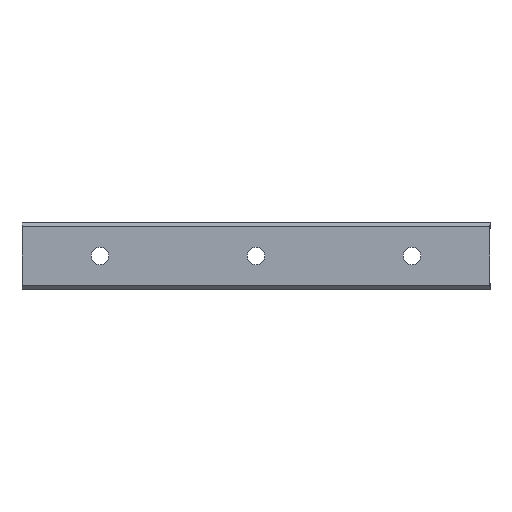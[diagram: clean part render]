
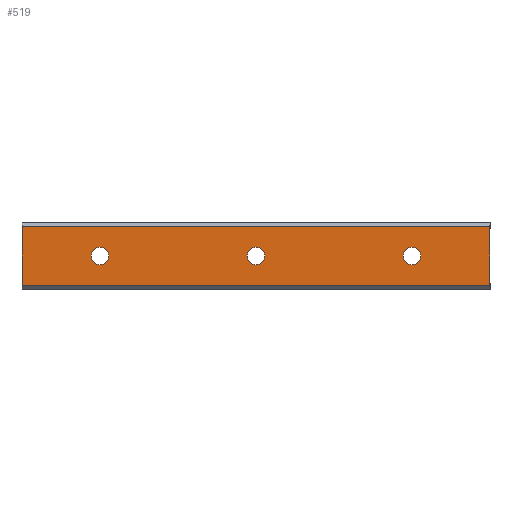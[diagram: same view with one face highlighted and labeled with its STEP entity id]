
A CAD part, front view. The second image highlights one B-rep face of the part: STEP entity #519.
In plain terms, the highlighted planar face has unit normal (0, -1, 0).
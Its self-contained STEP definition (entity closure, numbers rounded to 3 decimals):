
#4 = ORIENTED_EDGE ( 'NONE', *, *, #1149, .F. ) ;
#13 = DIRECTION ( 'NONE',  ( 0., 0., -1. ) ) ;
#30 = AXIS2_PLACEMENT_3D ( 'NONE', #400, #816, #178 ) ;
#37 = VERTEX_POINT ( 'NONE', #1056 ) ;
#86 = CARTESIAN_POINT ( 'NONE',  ( 80., 0., 0. ) ) ;
#99 = CARTESIAN_POINT ( 'NONE',  ( -40., 0., 14.95 ) ) ;
#106 = LINE ( 'NONE', #1169, #923 ) ;
#107 = DIRECTION ( 'NONE',  ( 0., 0., 1. ) ) ;
#123 = CARTESIAN_POINT ( 'NONE',  ( -40., 0., 14.95 ) ) ;
#129 = CARTESIAN_POINT ( 'NONE',  ( 200., 0., -14.95 ) ) ;
#135 = FACE_BOUND ( 'NONE', #636, .T. ) ;
#137 = AXIS2_PLACEMENT_3D ( 'NONE', #787, #1108, #902 ) ;
#156 = ORIENTED_EDGE ( 'NONE', *, *, #823, .F. ) ;
#178 = DIRECTION ( 'NONE',  ( 0., 0., 1. ) ) ;
#190 = CIRCLE ( 'NONE', #1067, 4.5 ) ;
#192 = ORIENTED_EDGE ( 'NONE', *, *, #484, .F. ) ;
#210 = DIRECTION ( 'NONE',  ( 0., 0., 1. ) ) ;
#237 = LINE ( 'NONE', #1081, #1270 ) ;
#243 = DIRECTION ( 'NONE',  ( 0., 0., 1. ) ) ;
#250 = DIRECTION ( 'NONE',  ( 0., 1., 0. ) ) ;
#278 = VECTOR ( 'NONE', #558, 1000. ) ;
#286 = VERTEX_POINT ( 'NONE', #701 ) ;
#300 = AXIS2_PLACEMENT_3D ( 'NONE', #922, #1245, #719 ) ;
#319 = AXIS2_PLACEMENT_3D ( 'NONE', #694, #250, #243 ) ;
#320 = DIRECTION ( 'NONE',  ( 0., -1., 0. ) ) ;
#323 = VERTEX_POINT ( 'NONE', #491 ) ;
#333 = EDGE_CURVE ( 'NONE', #37, #779, #615, .T. ) ;
#365 = VECTOR ( 'NONE', #210, 1000. ) ;
#373 = EDGE_CURVE ( 'NONE', #607, #286, #1317, .T. ) ;
#400 = CARTESIAN_POINT ( 'NONE',  ( 0., 0., 0. ) ) ;
#401 = CARTESIAN_POINT ( 'NONE',  ( 0., 0., 0. ) ) ;
#447 = ORIENTED_EDGE ( 'NONE', *, *, #618, .F. ) ;
#484 = EDGE_CURVE ( 'NONE', #696, #713, #1077, .T. ) ;
#491 = CARTESIAN_POINT ( 'NONE',  ( 200., 0., 14.95 ) ) ;
#519 = ADVANCED_FACE ( 'NONE', ( #586, #686, #1014, #135 ), #780, .F. ) ;
#558 = DIRECTION ( 'NONE',  ( -1., 0., 0. ) ) ;
#562 = DIRECTION ( 'NONE',  ( 1., 0., 0. ) ) ;
#586 = FACE_OUTER_BOUND ( 'NONE', #990, .T. ) ;
#601 = ORIENTED_EDGE ( 'NONE', *, *, #373, .F. ) ;
#607 = VERTEX_POINT ( 'NONE', #1120 ) ;
#612 = DIRECTION ( 'NONE',  ( 0., 0., 1. ) ) ;
#615 = CIRCLE ( 'NONE', #30, 4.5 ) ;
#618 = EDGE_CURVE ( 'NONE', #1341, #784, #190, .T. ) ;
#621 = DIRECTION ( 'NONE',  ( 0., -1., 0. ) ) ;
#631 = CARTESIAN_POINT ( 'NONE',  ( 200., 0., -14.95 ) ) ;
#636 = EDGE_LOOP ( 'NONE', ( #884, #447 ) ) ;
#652 = CIRCLE ( 'NONE', #1291, 4.5 ) ;
#658 = CARTESIAN_POINT ( 'NONE',  ( 160., 0., 0. ) ) ;
#686 = FACE_BOUND ( 'NONE', #1100, .T. ) ;
#688 = ORIENTED_EDGE ( 'NONE', *, *, #333, .F. ) ;
#694 = CARTESIAN_POINT ( 'NONE',  ( 200., 0., 14.95 ) ) ;
#696 = VERTEX_POINT ( 'NONE', #631 ) ;
#701 = CARTESIAN_POINT ( 'NONE',  ( 160., 0., -4.5 ) ) ;
#708 = ORIENTED_EDGE ( 'NONE', *, *, #742, .F. ) ;
#713 = VERTEX_POINT ( 'NONE', #1147 ) ;
#719 = DIRECTION ( 'NONE',  ( 0., 0., 1. ) ) ;
#720 = EDGE_CURVE ( 'NONE', #286, #607, #1368, .T. ) ;
#738 = CARTESIAN_POINT ( 'NONE',  ( 0., 0., -4.5 ) ) ;
#742 = EDGE_CURVE ( 'NONE', #779, #37, #652, .T. ) ;
#777 = ORIENTED_EDGE ( 'NONE', *, *, #720, .F. ) ;
#779 = VERTEX_POINT ( 'NONE', #738 ) ;
#780 = PLANE ( 'NONE',  #319 ) ;
#784 = VERTEX_POINT ( 'NONE', #1156 ) ;
#787 = CARTESIAN_POINT ( 'NONE',  ( 80., 0., 0. ) ) ;
#816 = DIRECTION ( 'NONE',  ( 0., -1., 0. ) ) ;
#823 = EDGE_CURVE ( 'NONE', #1212, #323, #237, .T. ) ;
#847 = DIRECTION ( 'NONE',  ( 0., -1., 0. ) ) ;
#884 = ORIENTED_EDGE ( 'NONE', *, *, #953, .F. ) ;
#902 = DIRECTION ( 'NONE',  ( 0., 0., 1. ) ) ;
#921 = AXIS2_PLACEMENT_3D ( 'NONE', #658, #320, #107 ) ;
#922 = CARTESIAN_POINT ( 'NONE',  ( 160., 0., 0. ) ) ;
#923 = VECTOR ( 'NONE', #13, 1000. ) ;
#950 = CARTESIAN_POINT ( 'NONE',  ( 80., 0., -4.5 ) ) ;
#953 = EDGE_CURVE ( 'NONE', #784, #1341, #1314, .T. ) ;
#954 = EDGE_LOOP ( 'NONE', ( #601, #777 ) ) ;
#990 = EDGE_LOOP ( 'NONE', ( #192, #1190, #156, #4 ) ) ;
#1014 = FACE_BOUND ( 'NONE', #954, .T. ) ;
#1056 = CARTESIAN_POINT ( 'NONE',  ( 0., 0., 4.5 ) ) ;
#1067 = AXIS2_PLACEMENT_3D ( 'NONE', #86, #621, #1234 ) ;
#1077 = LINE ( 'NONE', #129, #278 ) ;
#1081 = CARTESIAN_POINT ( 'NONE',  ( 200., 0., 14.95 ) ) ;
#1100 = EDGE_LOOP ( 'NONE', ( #688, #708 ) ) ;
#1108 = DIRECTION ( 'NONE',  ( 0., -1., 0. ) ) ;
#1120 = CARTESIAN_POINT ( 'NONE',  ( 160., 0., 4.5 ) ) ;
#1147 = CARTESIAN_POINT ( 'NONE',  ( -40., 0., -14.95 ) ) ;
#1149 = EDGE_CURVE ( 'NONE', #713, #1212, #1376, .T. ) ;
#1156 = CARTESIAN_POINT ( 'NONE',  ( 80., 0., 4.5 ) ) ;
#1169 = CARTESIAN_POINT ( 'NONE',  ( 200., 0., 14.95 ) ) ;
#1190 = ORIENTED_EDGE ( 'NONE', *, *, #1325, .F. ) ;
#1212 = VERTEX_POINT ( 'NONE', #123 ) ;
#1234 = DIRECTION ( 'NONE',  ( 0., 0., 1. ) ) ;
#1245 = DIRECTION ( 'NONE',  ( 0., -1., 0. ) ) ;
#1270 = VECTOR ( 'NONE', #562, 1000. ) ;
#1291 = AXIS2_PLACEMENT_3D ( 'NONE', #401, #847, #612 ) ;
#1314 = CIRCLE ( 'NONE', #137, 4.5 ) ;
#1317 = CIRCLE ( 'NONE', #921, 4.5 ) ;
#1325 = EDGE_CURVE ( 'NONE', #323, #696, #106, .T. ) ;
#1341 = VERTEX_POINT ( 'NONE', #950 ) ;
#1368 = CIRCLE ( 'NONE', #300, 4.5 ) ;
#1376 = LINE ( 'NONE', #99, #365 ) ;
